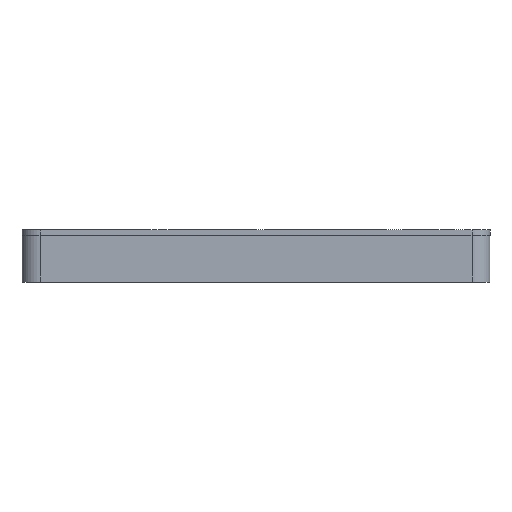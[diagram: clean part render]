
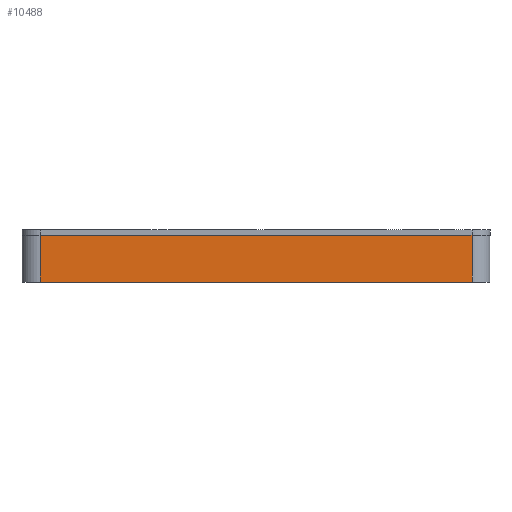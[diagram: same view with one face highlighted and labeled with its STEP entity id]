
A CAD part, front view. The second image highlights one B-rep face of the part: STEP entity #10488.
In plain terms, the highlighted planar face has unit normal (0, -1, 0).
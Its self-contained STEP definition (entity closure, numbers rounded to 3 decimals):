
#1362=FACE_OUTER_BOUND('',#2062,.T.);
#2062=EDGE_LOOP('',(#7493,#7494,#7495,#7496));
#2716=LINE('',#14164,#3602);
#2724=LINE('',#14194,#3610);
#2725=LINE('',#14197,#3611);
#2726=LINE('',#14198,#3612);
#3602=VECTOR('',#12131,10.);
#3610=VECTOR('',#12161,10.);
#3611=VECTOR('',#12164,10.);
#3612=VECTOR('',#12165,10.);
#4544=VERTEX_POINT('',#14161);
#4545=VERTEX_POINT('',#14163);
#4556=VERTEX_POINT('',#14192);
#4557=VERTEX_POINT('',#14196);
#5673=EDGE_CURVE('',#4544,#4545,#2716,.T.);
#5689=EDGE_CURVE('',#4556,#4544,#2724,.T.);
#5690=EDGE_CURVE('',#4557,#4556,#2725,.T.);
#5691=EDGE_CURVE('',#4545,#4557,#2726,.T.);
#7493=ORIENTED_EDGE('',*,*,#5689,.F.);
#7494=ORIENTED_EDGE('',*,*,#5690,.F.);
#7495=ORIENTED_EDGE('',*,*,#5691,.F.);
#7496=ORIENTED_EDGE('',*,*,#5673,.F.);
#10201=PLANE('',#11226);
#10488=ADVANCED_FACE('',(#1362),#10201,.T.);
#11226=AXIS2_PLACEMENT_3D('',#14195,#12162,#12163);
#12131=DIRECTION('',(1.,0.,0.));
#12161=DIRECTION('',(0.,0.,1.));
#12162=DIRECTION('center_axis',(0.,-1.,0.));
#12163=DIRECTION('ref_axis',(1.,0.,0.));
#12164=DIRECTION('',(-1.,0.,0.));
#12165=DIRECTION('',(0.,0.,-1.));
#14161=CARTESIAN_POINT('',(-4.5,-18.5,16.));
#14163=CARTESIAN_POINT('',(115.5,-18.5,16.));
#14164=CARTESIAN_POINT('',(120.5,-18.5,16.));
#14192=CARTESIAN_POINT('',(-4.5,-18.5,3.));
#14194=CARTESIAN_POINT('',(-4.5,-18.5,3.));
#14195=CARTESIAN_POINT('Origin',(-9.5,-18.5,3.));
#14196=CARTESIAN_POINT('',(115.5,-18.5,3.));
#14197=CARTESIAN_POINT('',(120.5,-18.5,3.));
#14198=CARTESIAN_POINT('',(115.5,-18.5,3.));
